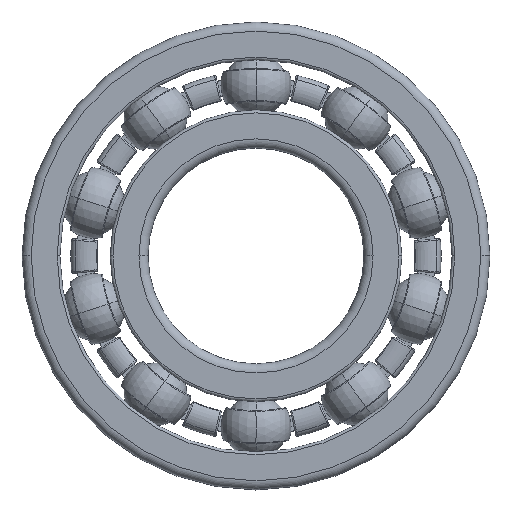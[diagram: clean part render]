
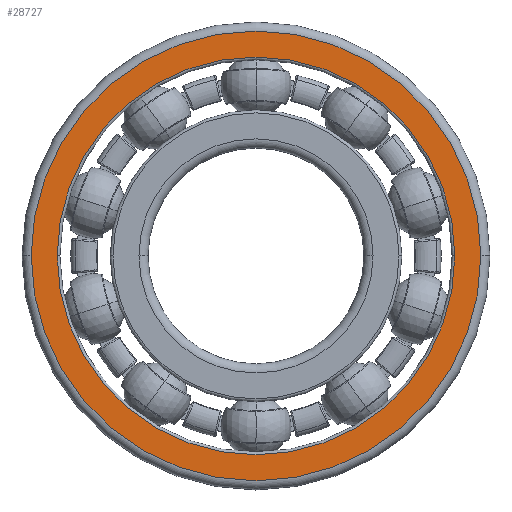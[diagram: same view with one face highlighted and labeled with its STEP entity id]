
A CAD part, top view. The second image highlights one B-rep face of the part: STEP entity #28727.
In plain terms, the highlighted planar face has unit normal (0, 0, 1).
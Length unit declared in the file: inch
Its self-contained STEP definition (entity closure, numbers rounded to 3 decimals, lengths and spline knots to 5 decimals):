
#165 = CARTESIAN_POINT ( 'NONE',  ( 0., 0., 0.15625 ) ) ;
#1847 = VERTEX_POINT ( 'NONE', #21323 ) ;
#2725 = DIRECTION ( 'NONE',  ( 0., 0., -1. ) ) ;
#3215 = VERTEX_POINT ( 'NONE', #16896 ) ;
#3730 = ORIENTED_EDGE ( 'NONE', *, *, #32773, .T. ) ;
#3927 = DIRECTION ( 'NONE',  ( 0., 0., 1. ) ) ;
#4208 = EDGE_LOOP ( 'NONE', ( #32367, #3730 ) ) ;
#4958 = CIRCLE ( 'NONE', #10461, 0.781 ) ;
#7312 = DIRECTION ( 'NONE',  ( 0., 0., 1. ) ) ;
#8204 = VERTEX_POINT ( 'NONE', #31471 ) ;
#10461 = AXIS2_PLACEMENT_3D ( 'NONE', #32022, #3927, #16739 ) ;
#10557 = PLANE ( 'NONE',  #22125 ) ;
#10807 = EDGE_CURVE ( 'NONE', #1847, #3215, #4958, .T. ) ;
#10944 = FACE_BOUND ( 'NONE', #4208, .T. ) ;
#11178 = AXIS2_PLACEMENT_3D ( 'NONE', #19191, #29266, #24515 ) ;
#11521 = ORIENTED_EDGE ( 'NONE', *, *, #12999, .T. ) ;
#12999 = EDGE_CURVE ( 'NONE', #3215, #1847, #14780, .T. ) ;
#14780 = CIRCLE ( 'NONE', #29187, 0.781 ) ;
#15809 = VERTEX_POINT ( 'NONE', #28667 ) ;
#16261 = EDGE_LOOP ( 'NONE', ( #19918, #11521 ) ) ;
#16739 = DIRECTION ( 'NONE',  ( 1., 0., 0. ) ) ;
#16896 = CARTESIAN_POINT ( 'NONE',  ( -0.781, 0., 0.15625 ) ) ;
#17152 = CIRCLE ( 'NONE', #31335, 0.69068 ) ;
#18714 = EDGE_CURVE ( 'NONE', #8204, #15809, #17152, .T. ) ;
#19191 = CARTESIAN_POINT ( 'NONE',  ( 0., 0., 0.15625 ) ) ;
#19738 = CARTESIAN_POINT ( 'NONE',  ( 0., 0., 0.15625 ) ) ;
#19918 = ORIENTED_EDGE ( 'NONE', *, *, #10807, .T. ) ;
#20564 = CARTESIAN_POINT ( 'NONE',  ( 0., 0.781, 0.15625 ) ) ;
#20665 = DIRECTION ( 'NONE',  ( -1., 0., 0. ) ) ;
#20876 = FACE_OUTER_BOUND ( 'NONE', #16261, .T. ) ;
#21323 = CARTESIAN_POINT ( 'NONE',  ( 0.781, 0., 0.15625 ) ) ;
#22125 = AXIS2_PLACEMENT_3D ( 'NONE', #20564, #30526, #20665 ) ;
#24515 = DIRECTION ( 'NONE',  ( -1., 0., 0. ) ) ;
#26681 = CIRCLE ( 'NONE', #11178, 0.69068 ) ;
#26731 = DIRECTION ( 'NONE',  ( -1., 0., 0. ) ) ;
#27361 = DIRECTION ( 'NONE',  ( 1., 0., 0. ) ) ;
#28667 = CARTESIAN_POINT ( 'NONE',  ( 0.69068, 0., 0.15625 ) ) ;
#28727 = ADVANCED_FACE ( 'NONE', ( #10944, #20876 ), #10557, .F. ) ;
#29187 = AXIS2_PLACEMENT_3D ( 'NONE', #19738, #7312, #27361 ) ;
#29266 = DIRECTION ( 'NONE',  ( 0., 0., -1. ) ) ;
#30526 = DIRECTION ( 'NONE',  ( 0., 0., -1. ) ) ;
#31335 = AXIS2_PLACEMENT_3D ( 'NONE', #165, #2725, #26731 ) ;
#31471 = CARTESIAN_POINT ( 'NONE',  ( -0.69068, 0., 0.15625 ) ) ;
#32022 = CARTESIAN_POINT ( 'NONE',  ( 0., 0., 0.15625 ) ) ;
#32367 = ORIENTED_EDGE ( 'NONE', *, *, #18714, .T. ) ;
#32773 = EDGE_CURVE ( 'NONE', #15809, #8204, #26681, .T. ) ;
